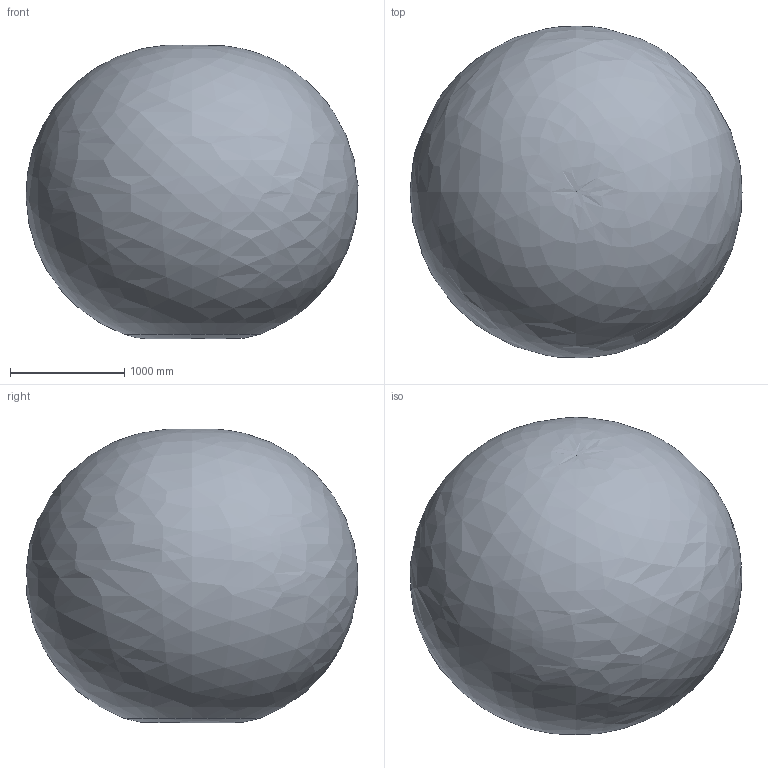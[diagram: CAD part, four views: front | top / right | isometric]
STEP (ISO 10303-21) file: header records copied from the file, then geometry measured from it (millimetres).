
FILE_DESCRIPTION(/* description */ ('Norm.iam Teamplte'),/* implementation_level */ '2;1');
FILE_NAME(/* name */ '3D-model_AT_00004.stp',/* time_stamp */ '2025-08-25T12:53:36+02:00',/* author */ ('josha-tim.penalver'),/* organization */ (''),/* preprocessor_version */ 'ST-DEVELOPER v19.2',/* originating_system */ 'Autodesk Inventor 2023',/* authorisation */ '');
FILE_SCHEMA (('AUTOMOTIVE_DESIGN { 1 0 10303 214 3 1 1 }'));
Products named in the file (17): AT_00004_DUMMY articc6-1557-3kg; MT_BGR00109848; MT_WST00112314 DUMMY Grundgestell; MT_WST00116685; MT_BGR00109849; MT_WST00112315 DUMMY Karussell; MT_WST00116687; MT_BGR00109851; MT_WST00112313 DUMMY Schwinge; MT_WST00116689; MT_BGR00109852; MT_WST00112316 DUMMY Karussell; MT_WST00116688; MT_WST00112317 DUMMY Arm; MT_WST00112318 DUMMY Schalter; MT_WST00112263 Flansch; MT_WST00113291 Arbeitsbereich
Assembly tree (16 placements, depth 3):
  AT_00004_DUMMY articc6-1557-3kg
    MT_BGR00109848
      MT_WST00112314 DUMMY Grundgestell
      MT_WST00116685
    MT_BGR00109849
      MT_WST00112315 DUMMY Karussell
      MT_WST00116687
    MT_BGR00109851
      MT_WST00112313 DUMMY Schwinge
      MT_WST00116689
    MT_BGR00109852
      MT_WST00112316 DUMMY Karussell
      MT_WST00116688
    MT_WST00112317 DUMMY Arm
    MT_WST00112318 DUMMY Schalter
    MT_WST00112263 Flansch
    MT_WST00113291 Arbeitsbereich
Bounding box: 2911.81 x 2909.61 x 2577.2 mm (x, y, z)
Volume: 11924303487.6 mm3; surface area: 29617020.1 mm2
Topology: 8 solids, 13 shells, 6189 faces, 15291 edges, 9148 vertices
Faces by surface type: plane 1885, bspline 1760, cylinder 1733, torus 462, sphere 180, cone 169
Full cylindrical faces by diameter (mm): 3.3 x2, 4 x8, 4.2 x4, 4.917 x11, 5 x21, 5.5 x4, 6 x2, 6.4 x2, 6.8 x12, 7 x6, 7.6 x48, 7.925 x2, 8 x2, 8.5 x56, 8.9 x1, 9 x2, 9.525 x2, 9.9 x5, 10 x21, 11.6 x2, 12 x7, 13 x1, 16 x21, 18 x4, 20 x1, 20.4 x1, 22 x9, 30 x2, 39 x4, 39.6 x1
Entity records: 349890 total; most frequent: CARTESIAN_POINT 207000, ORIENTED_EDGE 30090, DIRECTION 27119, EDGE_CURVE 15049, AXIS2_PLACEMENT_3D 10727, VERTEX_POINT 9152, EDGE_LOOP 6593, FACE_OUTER_BOUND 6189
